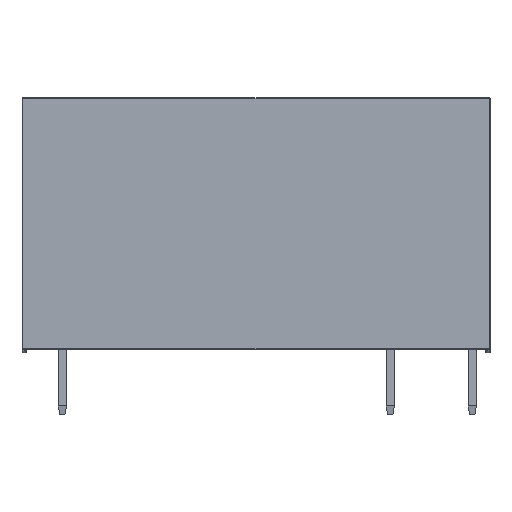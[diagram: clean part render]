
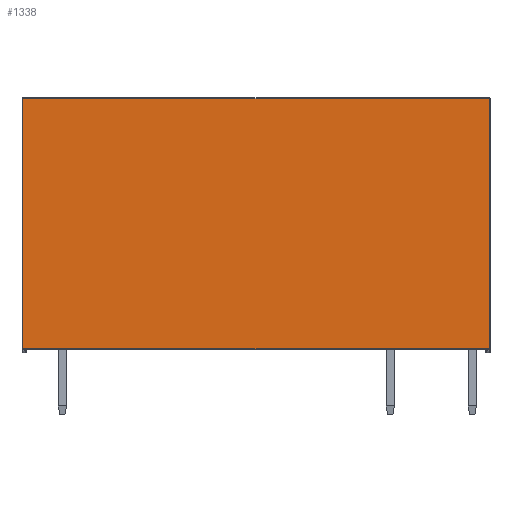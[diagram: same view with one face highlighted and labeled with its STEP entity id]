
A CAD part, top view. The second image highlights one B-rep face of the part: STEP entity #1338.
In plain terms, the highlighted planar face has unit normal (0, 0, 1).
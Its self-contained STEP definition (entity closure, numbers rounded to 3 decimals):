
#291 = CARTESIAN_POINT ( 'NONE',  ( 14.5, 0.05, 6.3 ) ) ;
#536 = VECTOR ( 'NONE', #3912, 1000. ) ;
#741 = DIRECTION ( 'NONE',  ( -1., 0., 0. ) ) ;
#754 = CARTESIAN_POINT ( 'NONE',  ( 14.45, 15.55, 6.3 ) ) ;
#978 = DIRECTION ( 'NONE',  ( 0., 0., -1. ) ) ;
#1001 = CARTESIAN_POINT ( 'NONE',  ( 14.45, 15.6, 6.3 ) ) ;
#1125 = VERTEX_POINT ( 'NONE', #3301 ) ;
#1261 = CARTESIAN_POINT ( 'NONE',  ( -14.45, 15.55, 6.3 ) ) ;
#1294 = PLANE ( 'NONE',  #1478 ) ;
#1338 = ADVANCED_FACE ( 'NONE', ( #3607 ), #1294, .F. ) ;
#1386 = CARTESIAN_POINT ( 'NONE',  ( 14.45, 0.05, 6.3 ) ) ;
#1472 = EDGE_CURVE ( 'NONE', #3210, #3716, #2389, .T. ) ;
#1478 = AXIS2_PLACEMENT_3D ( 'NONE', #1893, #978, #2606 ) ;
#1561 = LINE ( 'NONE', #291, #2175 ) ;
#1569 = ORIENTED_EDGE ( 'NONE', *, *, #1472, .T. ) ;
#1841 = LINE ( 'NONE', #1001, #536 ) ;
#1893 = CARTESIAN_POINT ( 'NONE',  ( -14.5, 15.6, 6.3 ) ) ;
#2047 = CARTESIAN_POINT ( 'NONE',  ( -14.5, 15.55, 6.3 ) ) ;
#2149 = ORIENTED_EDGE ( 'NONE', *, *, #3763, .T. ) ;
#2153 = CARTESIAN_POINT ( 'NONE',  ( -14.45, 15.6, 6.3 ) ) ;
#2175 = VECTOR ( 'NONE', #2265, 1000. ) ;
#2265 = DIRECTION ( 'NONE',  ( 1., 0., 0. ) ) ;
#2336 = EDGE_LOOP ( 'NONE', ( #1569, #4136, #2149, #2629 ) ) ;
#2347 = EDGE_CURVE ( 'NONE', #3716, #1125, #2834, .T. ) ;
#2389 = LINE ( 'NONE', #2047, #2856 ) ;
#2440 = EDGE_CURVE ( 'NONE', #2932, #3210, #1841, .T. ) ;
#2606 = DIRECTION ( 'NONE',  ( -1., 0., 0. ) ) ;
#2629 = ORIENTED_EDGE ( 'NONE', *, *, #2440, .T. ) ;
#2834 = LINE ( 'NONE', #2153, #3139 ) ;
#2856 = VECTOR ( 'NONE', #741, 1000. ) ;
#2932 = VERTEX_POINT ( 'NONE', #1386 ) ;
#3139 = VECTOR ( 'NONE', #3208, 1000. ) ;
#3208 = DIRECTION ( 'NONE',  ( 0., -1., 0. ) ) ;
#3210 = VERTEX_POINT ( 'NONE', #754 ) ;
#3301 = CARTESIAN_POINT ( 'NONE',  ( -14.45, 0.05, 6.3 ) ) ;
#3607 = FACE_OUTER_BOUND ( 'NONE', #2336, .T. ) ;
#3716 = VERTEX_POINT ( 'NONE', #1261 ) ;
#3763 = EDGE_CURVE ( 'NONE', #1125, #2932, #1561, .T. ) ;
#3912 = DIRECTION ( 'NONE',  ( 0., 1., 0. ) ) ;
#4136 = ORIENTED_EDGE ( 'NONE', *, *, #2347, .T. ) ;
